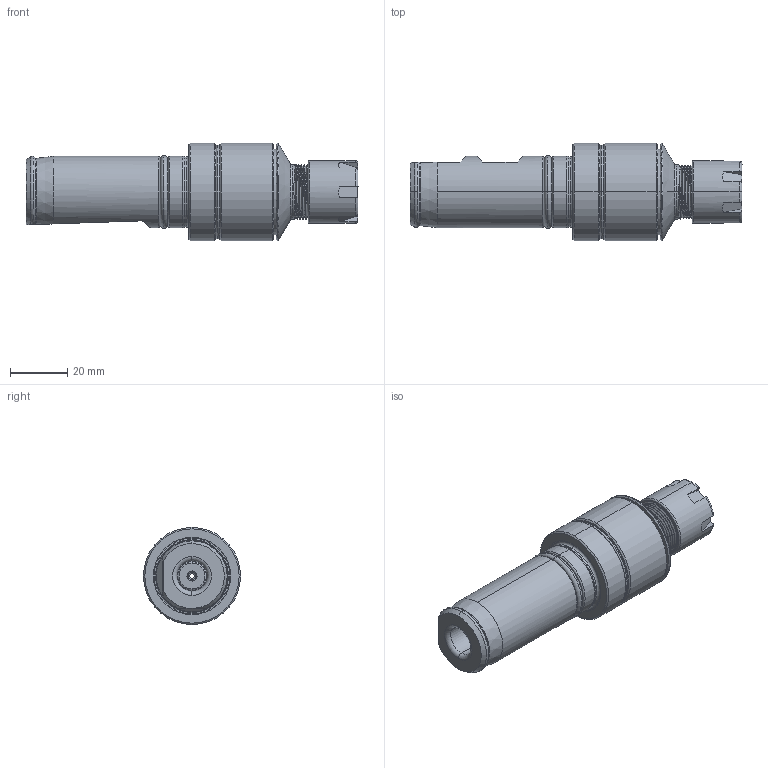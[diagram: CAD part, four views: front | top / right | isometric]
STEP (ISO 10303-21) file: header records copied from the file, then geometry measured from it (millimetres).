
FILE_DESCRIPTION (( 'STEP AP203' ), '1' );
FILE_NAME ('WS25-ER16B-58M.STEP', '2016-09-05T05:32:45', ( '' ), ( '' ), 'SwSTEP 2.0', 'SolidWorks 2012', '' );
FILE_SCHEMA (( 'CONFIG_CONTROL_DESIGN' ));
Length unit declared in the file: millimetre
Products named in the file (13): WS25-ER16B-58M; 直柄浮動型ER16(φ25)刀桿尾部; 綯伴(ER1625ノ); O吏---8.5x10.5x1(M5XP0.8脸捣ノ); ER16(M19XP1)M«¬Á³´U(£p25); 盤型彈簧組合件; M5XP0.8螺絲; O吏---20x25x2.5(繷场ノ); 盤型彈簧墊圈(φ5.2); O吏---27x30x1.5(綯伴ノ)---舱ンノ; ﹚PIN(ER1625ノ); O吏---28x30x1(繷Ю场ノ); 直柄浮動型ER16(φ25)刀桿頭部
Assembly tree (20 placements, depth 3):
  WS25-ER16B-58M
    直柄浮動型ER16(φ25)刀桿頭部
    ﹚PIN(ER1625ノ)  x4
    O吏---28x30x1(繷Ю场ノ)  x2
    O吏---27x30x1.5(綯伴ノ)---舱ンノ
    O吏---20x25x2.5(繷场ノ)
    M5XP0.8螺絲
    盤型彈簧組合件  x2
      盤型彈簧墊圈(φ5.2)
    O吏---8.5x10.5x1(M5XP0.8脸捣ノ)
    綯伴(ER1625ノ)
    直柄浮動型ER16(φ25)刀桿尾部
    ER16(M19XP1)M«¬Á³´U(£p25)
Bounding box: 116.26 x 34 x 34 mm (x, y, z)
Volume: 53592.2 mm3; surface area: 30783.3 mm2
Topology: 22 solids, 22 shells, 569 faces, 1374 edges, 829 vertices
Faces by surface type: cylinder 211, cone 170, torus 93, plane 78, bspline 17
Entity records: 30336 total; most frequent: CARTESIAN_POINT 17889, ORIENTED_EDGE 2388, DIRECTION 2217, EDGE_CURVE 1194, AXIS2_PLACEMENT_3D 919, VERTEX_POINT 745, EDGE_LOOP 519, ADVANCED_FACE 485
